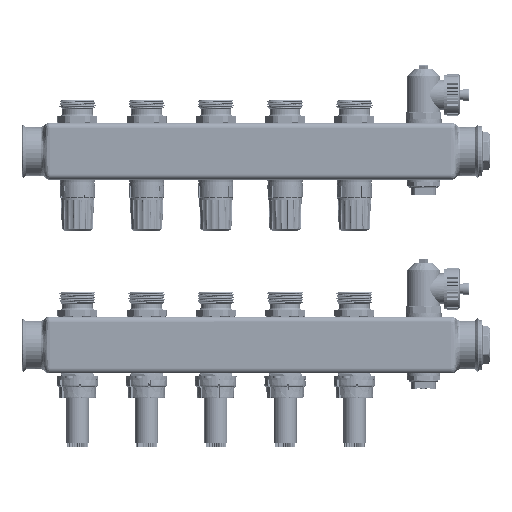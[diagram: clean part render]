
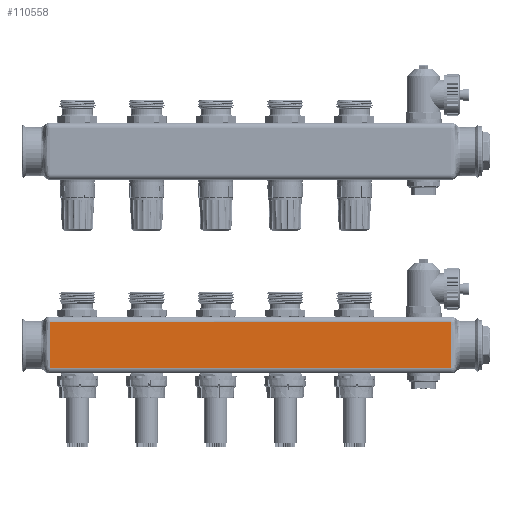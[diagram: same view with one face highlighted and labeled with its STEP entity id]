
A CAD part, front view. The second image highlights one B-rep face of the part: STEP entity #110558.
In plain terms, the highlighted planar face has unit normal (0, -1, 0).
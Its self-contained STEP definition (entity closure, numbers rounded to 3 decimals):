
#106691=CARTESIAN_POINT('',(19.869,-20.,
-16.5));
#106699=CARTESIAN_POINT('',(310.131,-20.,16.5));
#106700=CARTESIAN_POINT('',(310.131,-20.,16.5));
#106701=CARTESIAN_POINT('',(310.152,-20.,
16.01));
#106702=CARTESIAN_POINT('',(310.196,-20.,
15.057));
#106703=CARTESIAN_POINT('',(310.268,-20.,
13.668));
#106704=CARTESIAN_POINT('',(310.341,-20.,
12.369));
#106705=CARTESIAN_POINT('',(310.413,-20.,
11.177));
#106706=CARTESIAN_POINT('',(310.48,-20.,
10.093));
#106707=CARTESIAN_POINT('',(310.541,-20.,
9.086));
#106708=CARTESIAN_POINT('',(310.598,-20.,8.106));
#106709=CARTESIAN_POINT('',(310.65,-20.,7.126));
#106710=CARTESIAN_POINT('',(310.696,-20.,6.144));
#106711=CARTESIAN_POINT('',(310.734,-20.,5.162));
#106712=CARTESIAN_POINT('',(310.767,-20.,4.159));
#106713=CARTESIAN_POINT('',(310.793,-20.,3.095));
#106714=CARTESIAN_POINT('',(310.812,-20.,1.923));
#106715=CARTESIAN_POINT('',(310.823,-20.,0.66));
#106716=CARTESIAN_POINT('',(310.823,-20.,-0.611));
#106717=CARTESIAN_POINT('',(310.813,-20.,-1.801));
#106718=CARTESIAN_POINT('',(310.796,-20.,-2.886));
#106719=CARTESIAN_POINT('',(310.773,-20.,-3.902));
#106720=CARTESIAN_POINT('',(310.744,-20.,-4.891));
#106721=CARTESIAN_POINT('',(310.707,-20.,-5.876));
#106722=CARTESIAN_POINT('',(310.663,-20.,-6.858));
#106723=CARTESIAN_POINT('',(310.613,-20.,-7.832));
#106724=CARTESIAN_POINT('',(310.557,-20.,-8.817));
#106725=CARTESIAN_POINT('',(310.495,-20.,-9.852));
#106726=CARTESIAN_POINT('',(310.426,-20.,-10.973));
#106727=CARTESIAN_POINT('',(310.352,-20.,-12.195));
#106728=CARTESIAN_POINT('',(310.276,-20.,-13.522));
#106729=CARTESIAN_POINT('',(310.2,-20.,-14.967));
#106730=CARTESIAN_POINT('',(310.154,-20.,-15.974));
#106731=CARTESIAN_POINT('',(310.131,-20.,-16.5));
#106733=CARTESIAN_POINT('',(19.869,-20.,-16.5));
#106734=CARTESIAN_POINT('',(19.869,-20.,-16.5));
#106735=CARTESIAN_POINT('',(19.847,-20.,
-16.));
#106736=CARTESIAN_POINT('',(19.803,-20.,
-15.032));
#106737=CARTESIAN_POINT('',(19.73,-20.,
-13.63));
#106738=CARTESIAN_POINT('',(19.656,-20.,
-12.33));
#106739=CARTESIAN_POINT('',(19.585,-20.,
-11.142));
#106740=CARTESIAN_POINT('',(19.518,-20.,
-10.062));
#106741=CARTESIAN_POINT('',(19.457,-20.,-9.055));
#106742=CARTESIAN_POINT('',(19.401,-20.,-8.076));
#106743=CARTESIAN_POINT('',(19.349,-20.,-7.096));
#106744=CARTESIAN_POINT('',(19.303,-20.,-6.113));
#106745=CARTESIAN_POINT('',(19.264,-20.,-5.131));
#106746=CARTESIAN_POINT('',(19.233,-20.,-4.129));
#106747=CARTESIAN_POINT('',(19.207,-20.,-3.065));
#106748=CARTESIAN_POINT('',(19.188,-20.,-1.894));
#106749=CARTESIAN_POINT('',(19.177,-20.,-0.631));
#106750=CARTESIAN_POINT('',(19.178,-20.,0.64));
#106751=CARTESIAN_POINT('',(19.187,-20.,1.832));
#106752=CARTESIAN_POINT('',(19.204,-20.,2.917));
#106753=CARTESIAN_POINT('',(19.227,-20.,3.932));
#106754=CARTESIAN_POINT('',(19.257,-20.,4.92));
#106755=CARTESIAN_POINT('',(19.294,-20.,5.904));
#106756=CARTESIAN_POINT('',(19.338,-20.,6.885));
#106757=CARTESIAN_POINT('',(19.389,-20.,7.858));
#106758=CARTESIAN_POINT('',(19.444,-20.,8.842));
#106759=CARTESIAN_POINT('',(19.507,-20.,9.877));
#106760=CARTESIAN_POINT('',(19.576,-20.,10.999));
#106761=CARTESIAN_POINT('',(19.65,-20.,12.217));
#106762=CARTESIAN_POINT('',(19.725,-20.,13.536));
#106763=CARTESIAN_POINT('',(19.8,-20.,14.974));
#106764=CARTESIAN_POINT('',(19.846,-20.,15.975));
#106765=CARTESIAN_POINT('',(19.869,-20.,16.5));
#107717=DIRECTION('',(-1.,0.,0.));
#107718=VECTOR('',#107717,290.263);
#107719=CARTESIAN_POINT('',(310.131,-20.,
16.5));
#107720=LINE('',#107719,#107718);
#107721=CARTESIAN_POINT('',(19.869,-20.,
16.5));
#108620=DIRECTION('',(1.,0.,0.));
#108621=VECTOR('',#108620,290.263);
#108622=CARTESIAN_POINT('',(19.869,-20.,
-16.5));
#108623=LINE('',#108622,#108621);
#109183=VERTEX_POINT('',#107721);
#109198=VERTEX_POINT('',#106691);
#109200=VERTEX_POINT('',#106699);
#109201=VERTEX_POINT('',#106731);
#110544=CARTESIAN_POINT('',(165.,-20.,0.));
#110545=DIRECTION('',(0.,1.,0.));
#110546=DIRECTION('',(1.,0.,0.));
#110547=AXIS2_PLACEMENT_3D('',#110544,#110545,#110546);
#110548=PLANE('',#110547);
#110550=ORIENTED_EDGE('',*,*,#110549,.T.);
#110552=ORIENTED_EDGE('',*,*,#110551,.F.);
#110553=ORIENTED_EDGE('',*,*,#110538,.T.);
#110555=ORIENTED_EDGE('',*,*,#110554,.F.);
#110556=EDGE_LOOP('',(#110550,#110552,#110553,#110555));
#110557=FACE_OUTER_BOUND('',#110556,.F.);
#110558=ADVANCED_FACE('',(#110557),#110548,.F.);
#106732=B_SPLINE_CURVE_WITH_KNOTS('',3,(#106699,#106700,#106701,#106702,#106703,
#106704,#106705,#106706,#106707,#106708,#106709,#106710,#106711,#106712,#106713,
#106714,#106715,#106716,#106717,#106718,#106719,#106720,#106721,#106722,#106723,
#106724,#106725,#106726,#106727,#106728,#106729,#106730,#106731),.UNSPECIFIED.,
.F.,.F.,(4,1,1,1,1,1,1,1,1,1,1,1,1,1,1,1,1,1,1,1,1,1,1,1,1,1,1,1,1,1,4),(0.,
0.,0.044,0.086,0.126,
0.162,0.194,0.224,0.254,
0.284,0.314,0.344,0.374,
0.405,0.44,0.48,0.52,
0.556,0.588,0.618,0.648,
0.678,0.708,0.738,0.767,
0.798,0.832,0.869,0.909,
0.952,1.),.UNSPECIFIED.);
#106766=B_SPLINE_CURVE_WITH_KNOTS('',3,(#106733,#106734,#106735,#106736,#106737,
#106738,#106739,#106740,#106741,#106742,#106743,#106744,#106745,#106746,#106747,
#106748,#106749,#106750,#106751,#106752,#106753,#106754,#106755,#106756,#106757,
#106758,#106759,#106760,#106761,#106762,#106763,#106764,#106765),.UNSPECIFIED.,
.F.,.F.,(4,1,1,1,1,1,1,1,1,1,1,1,1,1,1,1,1,1,1,1,1,1,1,1,1,1,1,1,1,1,4),(0.,
0.,0.045,0.087,0.127,
0.163,0.195,0.225,0.255,
0.285,0.315,0.344,0.374,
0.406,0.441,0.481,0.521,
0.557,0.589,0.619,0.649,
0.679,0.709,0.739,0.768,
0.799,0.833,0.87,0.91,
0.953,1.),.UNSPECIFIED.);
#110538=EDGE_CURVE('',#109198,#109183,#106766,.T.);
#110549=EDGE_CURVE('',#109200,#109201,#106732,.T.);
#110551=EDGE_CURVE('',#109198,#109201,#108623,.T.);
#110554=EDGE_CURVE('',#109200,#109183,#107720,.T.);
